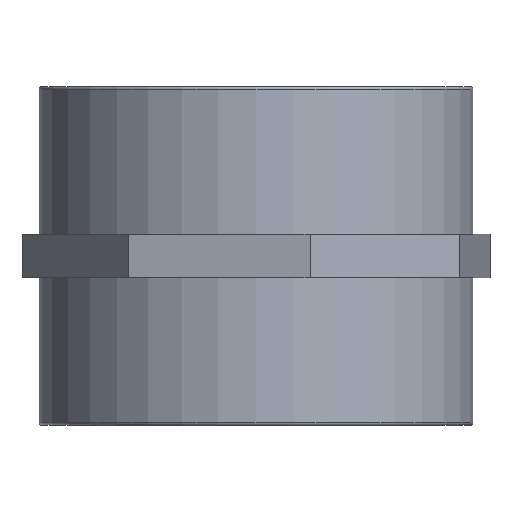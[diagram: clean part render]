
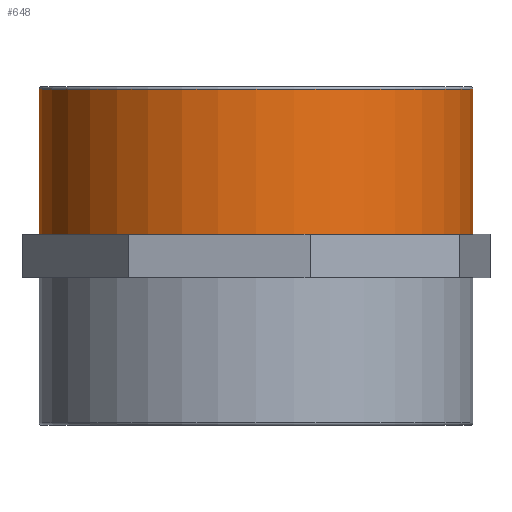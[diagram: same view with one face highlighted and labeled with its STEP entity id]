
A CAD part, front view. The second image highlights one B-rep face of the part: STEP entity #648.
In plain terms, the highlighted cylindrical face has radius 44.5 mm (diameter 89 mm), a full revolution.
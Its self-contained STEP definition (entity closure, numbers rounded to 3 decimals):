
#74=CYLINDRICAL_SURFACE('',#700,44.5);
#87=FACE_BOUND('',#187,.T.);
#104=CIRCLE('',#699,44.5);
#105=CIRCLE('',#701,44.5);
#138=FACE_OUTER_BOUND('',#186,.T.);
#186=EDGE_LOOP('',(#490));
#187=EDGE_LOOP('',(#491));
#303=VERTEX_POINT('',#944);
#304=VERTEX_POINT('',#947);
#376=EDGE_CURVE('',#303,#303,#104,.T.);
#377=EDGE_CURVE('',#304,#304,#105,.T.);
#490=ORIENTED_EDGE('',*,*,#377,.F.);
#491=ORIENTED_EDGE('',*,*,#376,.T.);
#648=ADVANCED_FACE('',(#138,#87),#74,.T.);
#699=AXIS2_PLACEMENT_3D('',#945,#795,#796);
#700=AXIS2_PLACEMENT_3D('',#946,#797,#798);
#701=AXIS2_PLACEMENT_3D('',#948,#799,#800);
#795=DIRECTION('center_axis',(0.,0.,1.));
#796=DIRECTION('ref_axis',(-1.,0.,0.));
#797=DIRECTION('center_axis',(0.,0.,1.));
#798=DIRECTION('ref_axis',(-1.,0.,0.));
#799=DIRECTION('center_axis',(0.,0.,1.));
#800=DIRECTION('ref_axis',(-1.,0.,0.));
#944=CARTESIAN_POINT('',(44.5,0.,4.5));
#945=CARTESIAN_POINT('Origin',(0.,0.,4.5));
#946=CARTESIAN_POINT('Origin',(0.,0.,0.));
#947=CARTESIAN_POINT('',(44.5,0.,34.2));
#948=CARTESIAN_POINT('Origin',(0.,0.,34.2));
